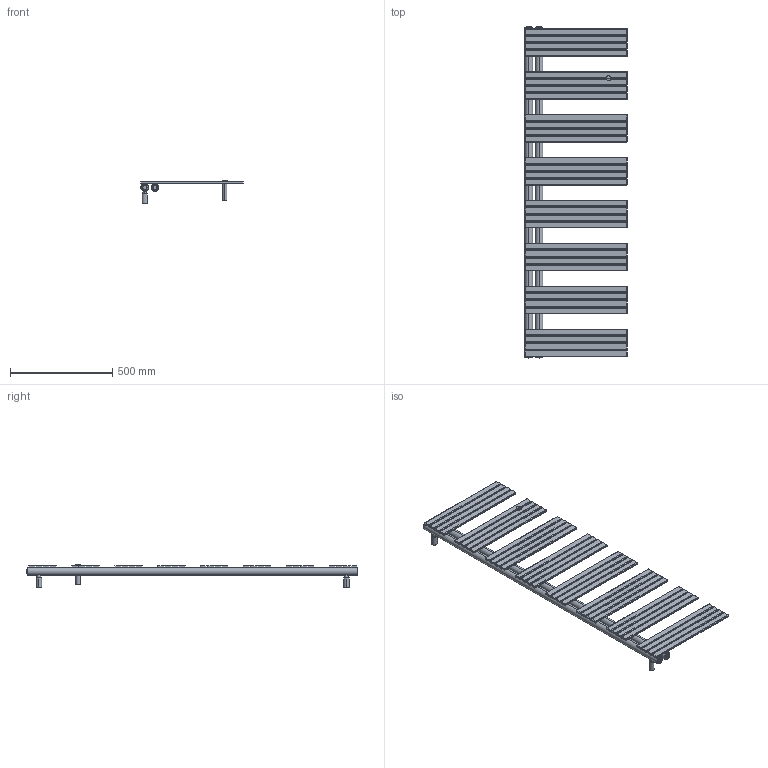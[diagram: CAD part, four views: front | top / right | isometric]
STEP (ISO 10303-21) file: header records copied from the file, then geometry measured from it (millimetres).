
FILE_DESCRIPTION((''),'2;1');
FILE_NAME('3551730130103_3D_SITO_ASM','2022-11-02T15:21:06',('PC132'),(''),'CREO PARAMETRIC BY PTC INC, 2022124','CREO PARAMETRIC BY PTC INC, 2022124','');
FILE_SCHEMA(('AUTOMOTIVE_DESIGN { 1 0 10303 214 1 1 1 1 }'));
Length unit declared in the file: millimetre
Products named in the file (4): 3551730130103_3D_SITO; 1041001240010; BOTT_GIUNTO_KELLY_RAD50X10; 3551730130103_3D_SITO_ASM
Assembly tree (4 placements, depth 2):
  3551730130103_3D_SITO_ASM
    3551730130103_3D_SITO
    1041001240010  x2
    BOTT_GIUNTO_KELLY_RAD50X10
Bounding box: 500 x 1624.6 x 115.5 mm (x, y, z)
Volume: 8487832.8 mm3; surface area: 1648914.9 mm2
Topology: 38 solids, 39 shells, 1034 faces, 2248 edges, 1298 vertices
Faces by surface type: cylinder 444, plane 274, bspline 262, torus 34, cone 14, sphere 6
Entity records: 40814 total; most frequent: CARTESIAN_POINT 9252, DIRECTION 5011, ORIENTED_EDGE 4234, PRESENTATION_STYLE_ASSIGNMENT 2306, STYLED_ITEM 2302, CURVE_STYLE 2265, EDGE_CURVE 2119, AXIS2_PLACEMENT_3D 1986
